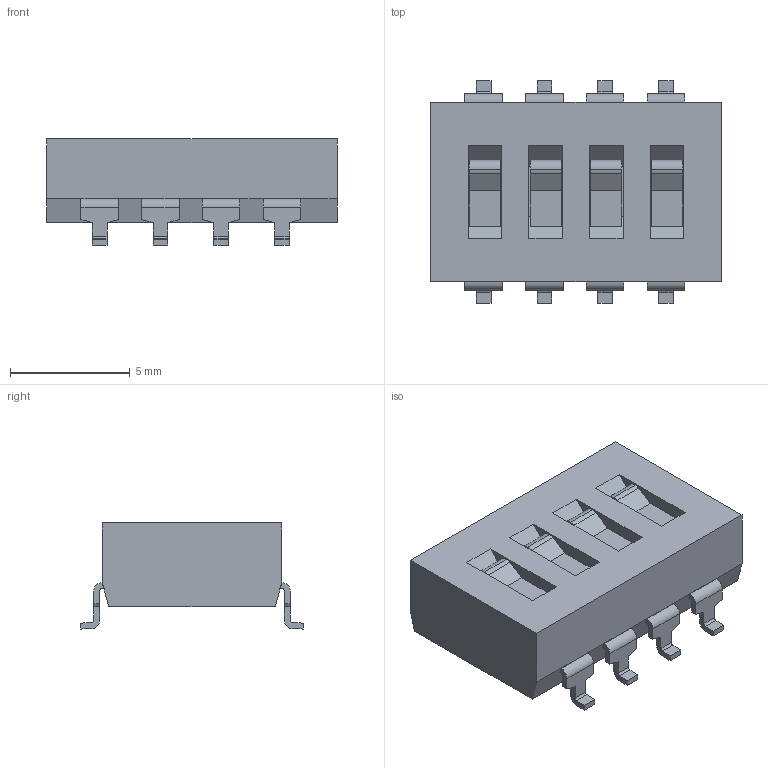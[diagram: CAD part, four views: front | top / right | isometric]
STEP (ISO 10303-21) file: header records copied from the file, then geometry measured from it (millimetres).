
FILE_DESCRIPTION(('STEP AP242'),'1');
FILE_NAME('1-1825059-7.stp','2022-09-19T13:52:19',('TraceParts'),('TraceParts S.A.'),'Spatial InterOp 3D',' ',' ');
FILE_SCHEMA(('AP242_MANAGED_MODEL_BASED_3D_ENGINEERING_MIM_LF {1 0 10303 442 1 1 4}'));
Length unit declared in the file: millimetre
Products named in the file (1): 1-1825059-7
Bounding box: 12.14 x 9.32 x 4.44 mm (x, y, z)
Volume: 312.1 mm3; surface area: 410.3 mm2
Topology: 1 solids, 1 shells, 204 faces, 582 edges, 380 vertices
Faces by surface type: plane 164, cylinder 40
Entity records: 6585 total; most frequent: CARTESIAN_POINT 1167, ORIENTED_EDGE 1164, DIRECTION 1072, EDGE_CURVE 582, LINE 502, VECTOR 502, VERTEX_POINT 380, AXIS2_PLACEMENT_3D 285
